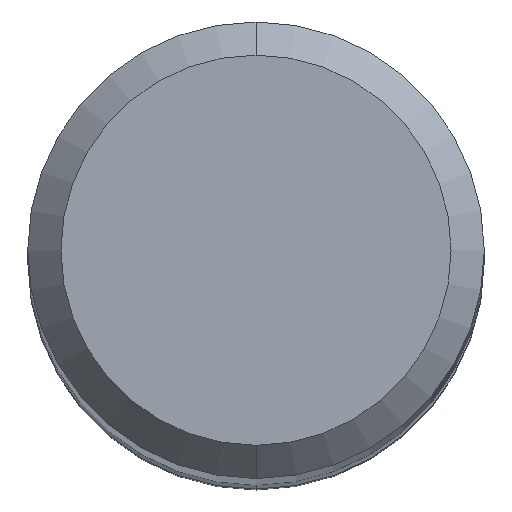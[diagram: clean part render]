
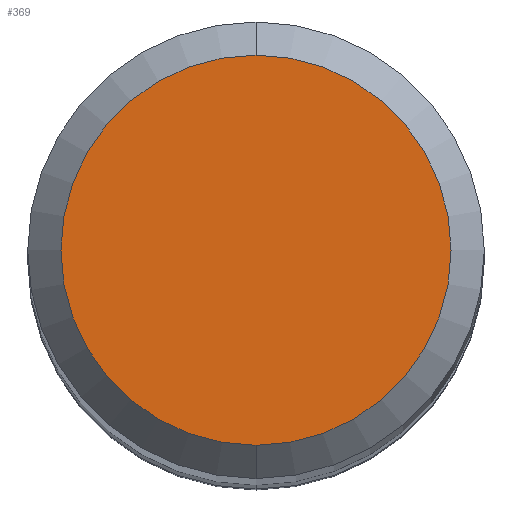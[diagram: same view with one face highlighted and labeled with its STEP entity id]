
A CAD part, top view. The second image highlights one B-rep face of the part: STEP entity #369.
In plain terms, the highlighted planar face has unit normal (0, 0, 1).
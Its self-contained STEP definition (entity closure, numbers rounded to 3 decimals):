
#327=EDGE_CURVE('',#493,#359,#725,.T.);
#359=VERTEX_POINT('',#759);
#369=ADVANCED_FACE('',(#771),#772,.T.);
#493=VERTEX_POINT('',#911);
#549=EDGE_CURVE('',#359,#493,#974,.T.);
#725=CIRCLE('',#1229,2.35);
#759=CARTESIAN_POINT('',(0.,-2.35,0.0));
#771=FACE_OUTER_BOUND('',#1285,.T.);
#772=PLANE('',#1286);
#911=CARTESIAN_POINT('',(0.0,2.35,0.0));
#974=CIRCLE('',#1717,2.35);
#1229=AXIS2_PLACEMENT_3D('',#1915,#1916,#1917);
#1285=EDGE_LOOP('',(#1966,#1967));
#1286=AXIS2_PLACEMENT_3D('',#1968,#1969,#1970);
#1717=AXIS2_PLACEMENT_3D('',#2207,#2208,#2209);
#1915=CARTESIAN_POINT('',(0.0,0.0,0.0));
#1916=DIRECTION('',(0.0,0.0,-1.0));
#1917=DIRECTION('',(0.0,1.0,0.0));
#1966=ORIENTED_EDGE('',*,*,#327,.F.);
#1967=ORIENTED_EDGE('',*,*,#549,.F.);
#1968=CARTESIAN_POINT('',(0.0,1.175,0.0));
#1969=DIRECTION('',(-0.0,0.0,1.0));
#1970=DIRECTION('',(0.0,-1.0,0.0));
#2207=CARTESIAN_POINT('',(0.0,0.0,0.0));
#2208=DIRECTION('',(0.0,0.0,-1.0));
#2209=DIRECTION('',(0.0,1.0,0.0));
